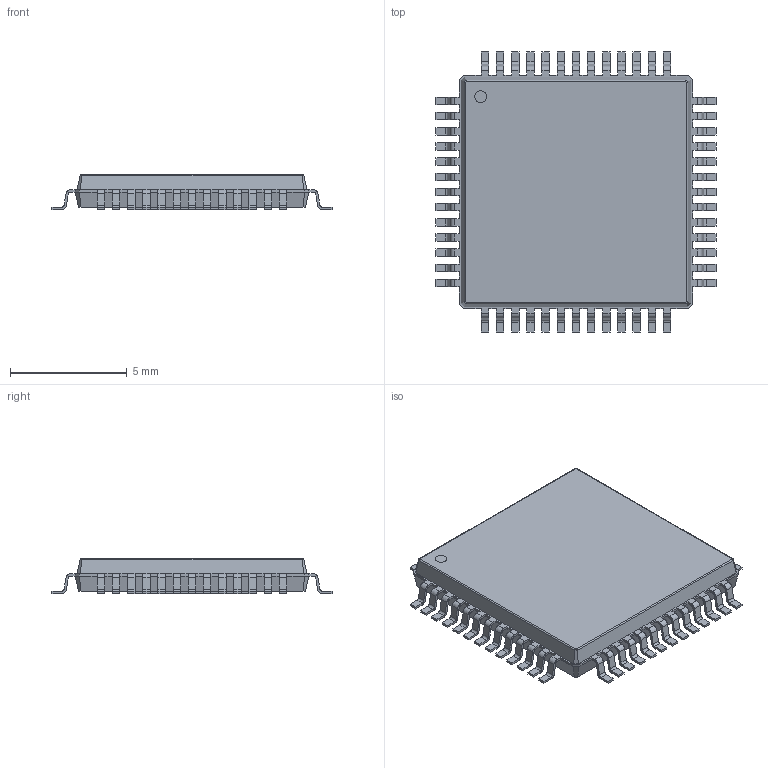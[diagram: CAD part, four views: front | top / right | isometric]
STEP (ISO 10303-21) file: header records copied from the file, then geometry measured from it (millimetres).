
FILE_DESCRIPTION(/* description */ ('model of LQFP-52-1EP_10x10mm_P0.65mm_EP4.8x4.8mm'),/* implementation_level */ '2;1');
FILE_NAME(/* name */ 'LQFP-52-1EP_10x10mm_P0.65mm_EP4.8x4.8mm.step',/* time_stamp */ '1970-01-01T00:00:00',/* author */ ('KiCAD','kicad'),/* organization */ ('OCCT'),/* preprocessor_version */ '',/* originating_system */ 'KiCAD',/* authorisation */ '');
FILE_SCHEMA(('AUTOMOTIVE_DESIGN { 1 0 10303 214 1 1 1 1 }'));
Length unit declared in the file: millimetre
Products named in the file (1): LQFP-52-1EP_10x10mm_P0.65mm_EP4.8x4.8mm
Bounding box: 12 x 12 x 1.5 mm (x, y, z)
Volume: 139.3 mm3; surface area: 313.8 mm2
Topology: 1 solids, 1 shells, 820 faces, 2225 edges, 1409 vertices
Faces by surface type: plane 588, cylinder 208, bspline 24
Entity records: 16619 total; most frequent: ORIENTED_EDGE 3812, EDGE_CURVE 2225, CARTESIAN_POINT 2171, VERTEX_POINT 1409, LINE 1396, AXIS2_PLACEMENT_3D 1020, FACE_BOUND 822, EDGE_LOOP 822
